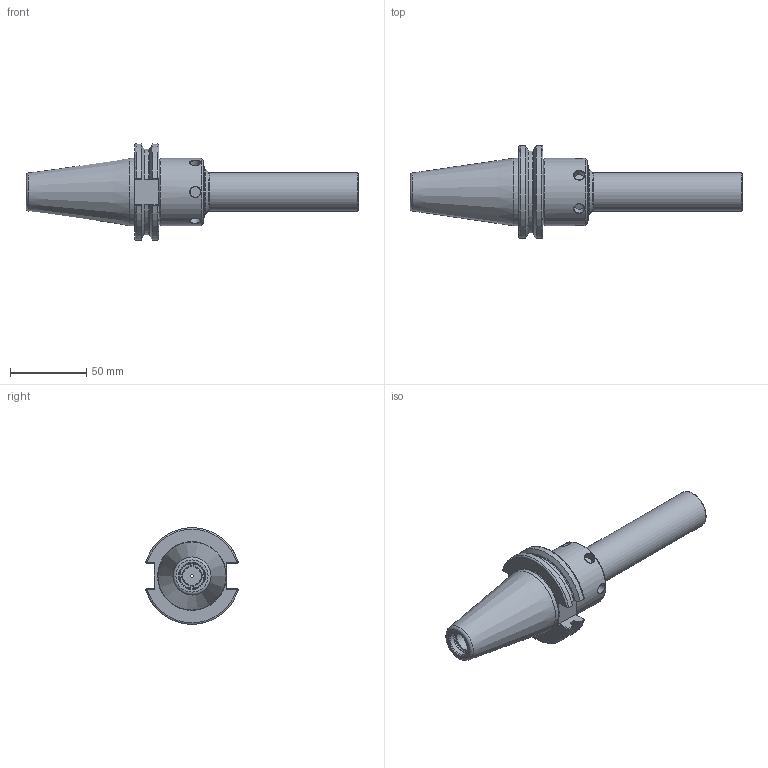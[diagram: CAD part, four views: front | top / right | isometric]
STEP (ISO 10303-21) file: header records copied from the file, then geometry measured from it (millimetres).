
FILE_DESCRIPTION(/* description */ (''),/* implementation_level */ '2;1');
FILE_NAME(/* name */ 'CAT40-VX12-0591.stp',/* time_stamp */ '2019-07-12T10:36:33-05:00',/* author */ ('ldfli'),/* organization */ ('Pioneer N.A.'),/* preprocessor_version */ 'ST-DEVELOPER v18',/* originating_system */ 'Autodesk Inventor LT',/* authorisation */ '');
FILE_SCHEMA (('AUTOMOTIVE_DESIGN { 1 0 10303 214 3 1 1 }'));
Length unit declared in the file: millimetre
Products named in the file (1): CAT40-VX12-0591
Bounding box: 218.25 x 61.14 x 63.31 mm (x, y, z)
Volume: 171642 mm3; surface area: 51215.9 mm2
Topology: 4 solids, 4 shells, 173 faces, 474 edges, 327 vertices
Faces by surface type: plane 63, cylinder 46, torus 23, bspline 22, cone 19
Full cylindrical faces by diameter (mm): 2 x4, 6.03 x1, 6.9 x6, 10 x2, 11.04 x1, 12 x1, 12.69 x2, 13 x1, 13.386 x1, 16 x1, 16.28 x1, 16.5 x1, 16.78 x1, 17.5 x1, 25.4 x1, 28.6 x1, 29.979 x1, 30 x1, 30.05 x1, 38.5 x1, 40 x1, 40.5 x1, 44.45 x2
Entity records: 7270 total; most frequent: CARTESIAN_POINT 2736, ORIENTED_EDGE 948, DIRECTION 920, EDGE_CURVE 474, AXIS2_PLACEMENT_3D 376, VERTEX_POINT 327, CIRCLE 224, EDGE_LOOP 205
